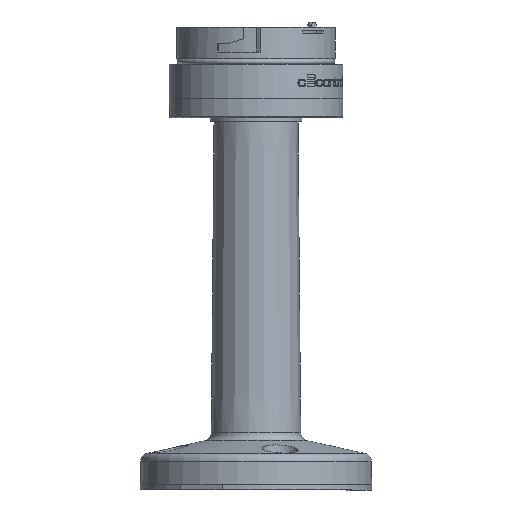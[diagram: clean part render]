
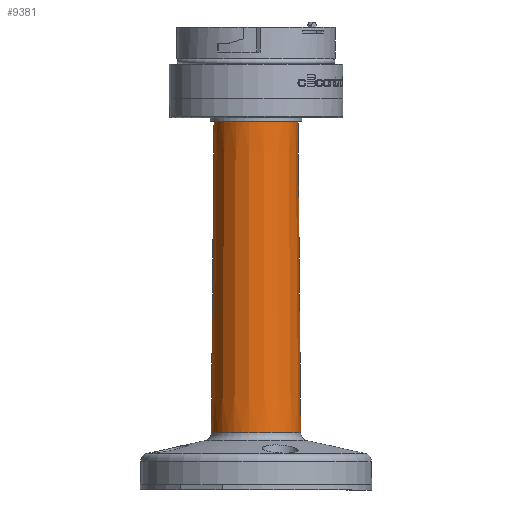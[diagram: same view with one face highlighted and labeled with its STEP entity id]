
A CAD part, front view. The second image highlights one B-rep face of the part: STEP entity #9381.
In plain terms, the highlighted conical face has half-angle 0.5 degrees and reference radius 13.124 mm.
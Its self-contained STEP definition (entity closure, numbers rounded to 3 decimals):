
#9339=CARTESIAN_POINT('',(-13.532,0.,15.66));
#9340=VERTEX_POINT('',#9339);
#9341=CARTESIAN_POINT('',(0.0,0.,15.66));
#9342=DIRECTION('',(0.0,0.0,-1.0));
#9343=DIRECTION('',(1.0,0.0,0.0));
#9344=AXIS2_PLACEMENT_3D('',#9341,#9342,#9343);
#9345=CIRCLE('',#9344,13.532);
#9346=EDGE_CURVE('',#9340,#9340,#9345,.T.);
#9362=CARTESIAN_POINT('',(0.0,0.0,62.383));
#9363=DIRECTION('',(0.0,0.0,-1.0));
#9364=DIRECTION('',(-1.0,0.0,0.0));
#9365=AXIS2_PLACEMENT_3D('',#9362,#9363,#9364);
#9366=CONICAL_SURFACE('',#9365,13.124,0.5);
#9367=CARTESIAN_POINT('',(-12.7,0.,111.));
#9368=VERTEX_POINT('',#9367);
#9369=CARTESIAN_POINT('',(0.0,0.0,111.));
#9370=DIRECTION('',(0.0,0.0,1.0));
#9371=DIRECTION('',(1.0,0.0,0.0));
#9372=AXIS2_PLACEMENT_3D('',#9369,#9370,#9371);
#9373=CIRCLE('',#9372,12.7);
#9374=EDGE_CURVE('',#9368,#9368,#9373,.T.);
#9375=ORIENTED_EDGE('',*,*,#9374,.F.);
#9376=EDGE_LOOP('',(#9375));
#9377=FACE_OUTER_BOUND('',#9376,.T.);
#9378=ORIENTED_EDGE('',*,*,#9346,.F.);
#9379=EDGE_LOOP('',(#9378));
#9380=FACE_BOUND('',#9379,.T.);
#9381=ADVANCED_FACE('',(#9377,#9380),#9366,.T.);
